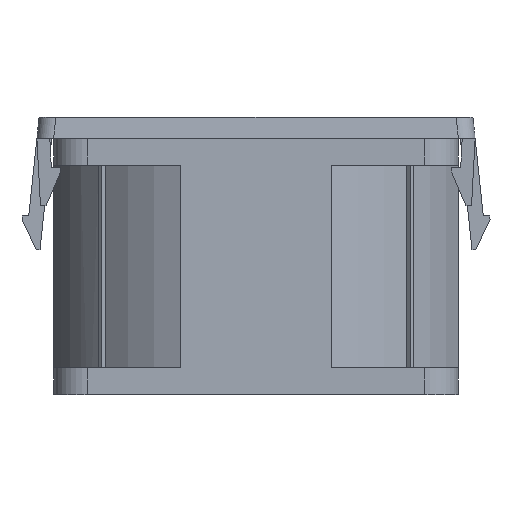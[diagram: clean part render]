
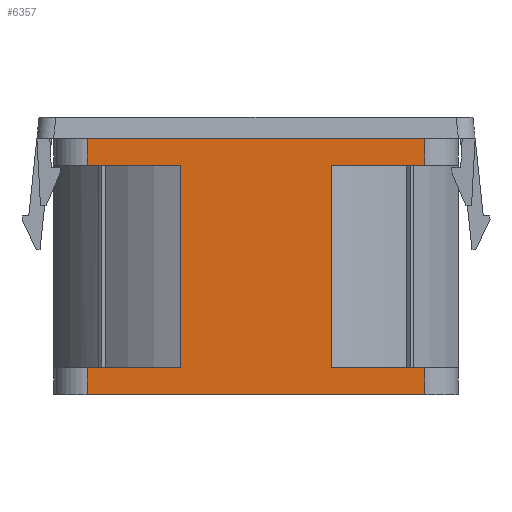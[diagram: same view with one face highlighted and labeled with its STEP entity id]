
A CAD part, left-side view. The second image highlights one B-rep face of the part: STEP entity #6357.
In plain terms, the highlighted planar face has unit normal (-1, 0, 0).
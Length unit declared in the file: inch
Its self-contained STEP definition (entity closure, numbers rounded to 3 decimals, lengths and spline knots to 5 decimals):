
#143 = EDGE_CURVE ( 'NONE', #11836, #200, #4109, .T. ) ;
#200 = VERTEX_POINT ( 'NONE', #10133 ) ;
#233 = VECTOR ( 'NONE', #1987, 39.37008 ) ;
#248 = CARTESIAN_POINT ( 'NONE',  ( -1.1811, 0.98425, -0.12205 ) ) ;
#438 = CARTESIAN_POINT ( 'NONE',  ( -1.1811, 0.43841, -0.27953 ) ) ;
#503 = CARTESIAN_POINT ( 'NONE',  ( -1.1811, 0.98425, -1.46063 ) ) ;
#906 = VERTEX_POINT ( 'NONE', #2900 ) ;
#980 = CARTESIAN_POINT ( 'NONE',  ( -1.1811, -0.98425, -0.12205 ) ) ;
#993 = CARTESIAN_POINT ( 'NONE',  ( -1.1811, 0.98425, -1.46063 ) ) ;
#995 = VERTEX_POINT ( 'NONE', #2050 ) ;
#1255 = EDGE_CURVE ( 'NONE', #200, #7440, #5074, .T. ) ;
#1344 = LINE ( 'NONE', #503, #9667 ) ;
#1604 = EDGE_CURVE ( 'NONE', #9911, #2018, #3199, .T. ) ;
#1812 = VECTOR ( 'NONE', #3155, 39.37008 ) ;
#1935 = CARTESIAN_POINT ( 'NONE',  ( -1.1811, -0.43841, -1.46063 ) ) ;
#1950 = EDGE_CURVE ( 'NONE', #2018, #9232, #2208, .T. ) ;
#1987 = DIRECTION ( 'NONE',  ( 0., -1., 0. ) ) ;
#2018 = VERTEX_POINT ( 'NONE', #11438 ) ;
#2025 = ORIENTED_EDGE ( 'NONE', *, *, #1950, .F. ) ;
#2050 = CARTESIAN_POINT ( 'NONE',  ( -1.1811, 0.98425, -0.12205 ) ) ;
#2139 = LINE ( 'NONE', #7649, #3402 ) ;
#2208 = LINE ( 'NONE', #7719, #10675 ) ;
#2238 = LINE ( 'NONE', #248, #1812 ) ;
#2276 = DIRECTION ( 'NONE',  ( 0., -1., 0. ) ) ;
#2301 = VERTEX_POINT ( 'NONE', #980 ) ;
#2374 = FACE_OUTER_BOUND ( 'NONE', #8810, .T. ) ;
#2458 = LINE ( 'NONE', #6992, #8035 ) ;
#2701 = DIRECTION ( 'NONE',  ( 0., 1., 0. ) ) ;
#2875 = EDGE_CURVE ( 'NONE', #2301, #906, #10512, .T. ) ;
#2900 = CARTESIAN_POINT ( 'NONE',  ( -1.1811, -0.98425, -0.27953 ) ) ;
#2966 = VECTOR ( 'NONE', #8586, 39.37008 ) ;
#3098 = EDGE_CURVE ( 'NONE', #9232, #8021, #3617, .T. ) ;
#3155 = DIRECTION ( 'NONE',  ( 0., -1., 0. ) ) ;
#3188 = VECTOR ( 'NONE', #2701, 39.37008 ) ;
#3199 = LINE ( 'NONE', #8685, #8938 ) ;
#3234 = DIRECTION ( 'NONE',  ( 0., 0., -1. ) ) ;
#3402 = VECTOR ( 'NONE', #11307, 39.37008 ) ;
#3410 = PLANE ( 'NONE',  #7081 ) ;
#3617 = LINE ( 'NONE', #10184, #3188 ) ;
#3734 = CARTESIAN_POINT ( 'NONE',  ( -1.1811, -0.98425, -1.61811 ) ) ;
#3916 = EDGE_CURVE ( 'NONE', #995, #2301, #2238, .T. ) ;
#4109 = LINE ( 'NONE', #6706, #233 ) ;
#4144 = CARTESIAN_POINT ( 'NONE',  ( -1.1811, 0.98425, -1.46063 ) ) ;
#4189 = DIRECTION ( 'NONE',  ( 0., 0., 1. ) ) ;
#4218 = DIRECTION ( 'NONE',  ( 0., 1., 0. ) ) ;
#4330 = DIRECTION ( 'NONE',  ( 0., 0., 1. ) ) ;
#4453 = DIRECTION ( 'NONE',  ( 0., 0., -1. ) ) ;
#4482 = CARTESIAN_POINT ( 'NONE',  ( -1.1811, -0.43841, -1.46063 ) ) ;
#4736 = CARTESIAN_POINT ( 'NONE',  ( -1.1811, -0.43841, -0.27953 ) ) ;
#4988 = ORIENTED_EDGE ( 'NONE', *, *, #3098, .F. ) ;
#5074 = LINE ( 'NONE', #6048, #2966 ) ;
#5103 = EDGE_CURVE ( 'NONE', #8021, #995, #1344, .T. ) ;
#5501 = VECTOR ( 'NONE', #4453, 39.37008 ) ;
#5542 = CARTESIAN_POINT ( 'NONE',  ( -1.1811, 0.98425, -1.61811 ) ) ;
#5980 = CARTESIAN_POINT ( 'NONE',  ( -1.1811, 0.98425, -1.46063 ) ) ;
#6048 = CARTESIAN_POINT ( 'NONE',  ( -1.1811, -0.98425, -1.46063 ) ) ;
#6087 = ORIENTED_EDGE ( 'NONE', *, *, #2875, .F. ) ;
#6236 = CARTESIAN_POINT ( 'NONE',  ( -1.1811, 0.98425, -0.27953 ) ) ;
#6357 = ADVANCED_FACE ( 'NONE', ( #2374 ), #3410, .F. ) ;
#6706 = CARTESIAN_POINT ( 'NONE',  ( -1.1811, 0.98425, -1.46063 ) ) ;
#6936 = ORIENTED_EDGE ( 'NONE', *, *, #3916, .F. ) ;
#6945 = VECTOR ( 'NONE', #9305, 39.37008 ) ;
#6992 = CARTESIAN_POINT ( 'NONE',  ( -1.1811, 0.98425, -0.27953 ) ) ;
#7081 = AXIS2_PLACEMENT_3D ( 'NONE', #4144, #7771, #3234 ) ;
#7254 = ORIENTED_EDGE ( 'NONE', *, *, #9656, .F. ) ;
#7440 = VERTEX_POINT ( 'NONE', #3734 ) ;
#7649 = CARTESIAN_POINT ( 'NONE',  ( -1.1811, 0.98425, -1.61811 ) ) ;
#7719 = CARTESIAN_POINT ( 'NONE',  ( -1.1811, 0.43841, -1.46063 ) ) ;
#7747 = CARTESIAN_POINT ( 'NONE',  ( -1.1811, -0.98425, -1.46063 ) ) ;
#7771 = DIRECTION ( 'NONE',  ( 1., 0., 0. ) ) ;
#8021 = VERTEX_POINT ( 'NONE', #6236 ) ;
#8035 = VECTOR ( 'NONE', #4218, 39.37008 ) ;
#8077 = ORIENTED_EDGE ( 'NONE', *, *, #9524, .F. ) ;
#8292 = LINE ( 'NONE', #1935, #6945 ) ;
#8494 = VECTOR ( 'NONE', #4330, 39.37008 ) ;
#8586 = DIRECTION ( 'NONE',  ( 0., 0., -1. ) ) ;
#8685 = CARTESIAN_POINT ( 'NONE',  ( -1.1811, 0.98425, -1.46063 ) ) ;
#8689 = ORIENTED_EDGE ( 'NONE', *, *, #11407, .F. ) ;
#8810 = EDGE_LOOP ( 'NONE', ( #11723, #8815, #8077, #8689, #6087, #6936, #9365, #4988, #2025, #11590, #7254, #9601 ) ) ;
#8815 = ORIENTED_EDGE ( 'NONE', *, *, #143, .F. ) ;
#8938 = VECTOR ( 'NONE', #2276, 39.37008 ) ;
#9232 = VERTEX_POINT ( 'NONE', #438 ) ;
#9305 = DIRECTION ( 'NONE',  ( 0., 0., -1. ) ) ;
#9365 = ORIENTED_EDGE ( 'NONE', *, *, #5103, .F. ) ;
#9524 = EDGE_CURVE ( 'NONE', #11480, #11836, #8292, .T. ) ;
#9588 = LINE ( 'NONE', #5980, #8494 ) ;
#9601 = ORIENTED_EDGE ( 'NONE', *, *, #11520, .T. ) ;
#9656 = EDGE_CURVE ( 'NONE', #9849, #9911, #9588, .T. ) ;
#9667 = VECTOR ( 'NONE', #4189, 39.37008 ) ;
#9849 = VERTEX_POINT ( 'NONE', #5542 ) ;
#9911 = VERTEX_POINT ( 'NONE', #993 ) ;
#10133 = CARTESIAN_POINT ( 'NONE',  ( -1.1811, -0.98425, -1.46063 ) ) ;
#10184 = CARTESIAN_POINT ( 'NONE',  ( -1.1811, 0.98425, -0.27953 ) ) ;
#10512 = LINE ( 'NONE', #7747, #5501 ) ;
#10675 = VECTOR ( 'NONE', #11254, 39.37008 ) ;
#11254 = DIRECTION ( 'NONE',  ( 0., 0., 1. ) ) ;
#11307 = DIRECTION ( 'NONE',  ( 0., -1., 0. ) ) ;
#11407 = EDGE_CURVE ( 'NONE', #906, #11480, #2458, .T. ) ;
#11438 = CARTESIAN_POINT ( 'NONE',  ( -1.1811, 0.43841, -1.46063 ) ) ;
#11480 = VERTEX_POINT ( 'NONE', #4736 ) ;
#11520 = EDGE_CURVE ( 'NONE', #9849, #7440, #2139, .T. ) ;
#11590 = ORIENTED_EDGE ( 'NONE', *, *, #1604, .F. ) ;
#11723 = ORIENTED_EDGE ( 'NONE', *, *, #1255, .F. ) ;
#11836 = VERTEX_POINT ( 'NONE', #4482 ) ;
